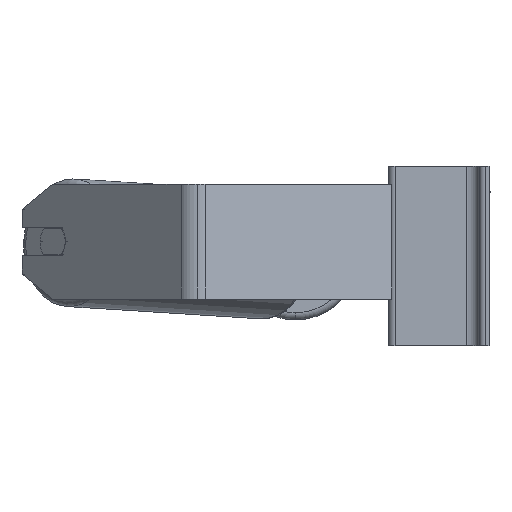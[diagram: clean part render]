
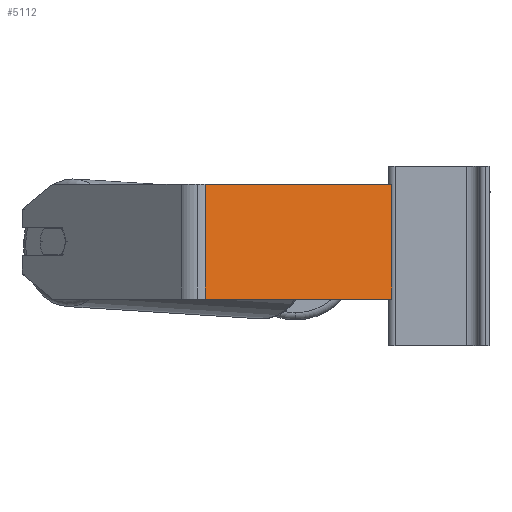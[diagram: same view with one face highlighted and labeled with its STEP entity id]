
A CAD part, left-side view. The second image highlights one B-rep face of the part: STEP entity #5112.
In plain terms, the highlighted planar face has unit normal (-0.94, -0.342, 0).
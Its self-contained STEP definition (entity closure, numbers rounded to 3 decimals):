
#173 = AXIS2_PLACEMENT_3D ( 'NONE', #7562, #9951, #3082 ) ;
#286 = CARTESIAN_POINT ( 'NONE',  ( -384.744, 145.703, 50. ) ) ;
#881 = ORIENTED_EDGE ( 'NONE', *, *, #3095, .T. ) ;
#1774 = CARTESIAN_POINT ( 'NONE',  ( -388.231, 155.281, 50. ) ) ;
#1829 = DIRECTION ( 'NONE',  ( 0.342, -0.94, 0. ) ) ;
#1849 = CARTESIAN_POINT ( 'NONE',  ( -388.231, 155.281, -30. ) ) ;
#2113 = VECTOR ( 'NONE', #7824, 1000. ) ;
#2582 = ORIENTED_EDGE ( 'NONE', *, *, #3155, .T. ) ;
#2856 = EDGE_CURVE ( 'NONE', #7122, #3520, #5658, .T. ) ;
#2958 = CARTESIAN_POINT ( 'NONE',  ( -337.518, 15.948, 50. ) ) ;
#3082 = DIRECTION ( 'NONE',  ( -0.342, 0.94, 0. ) ) ;
#3095 = EDGE_CURVE ( 'NONE', #3831, #3520, #8657, .T. ) ;
#3155 = EDGE_CURVE ( 'NONE', #7693, #3831, #7936, .T. ) ;
#3378 = CARTESIAN_POINT ( 'NONE',  ( -384.744, 145.703, -30. ) ) ;
#3520 = VERTEX_POINT ( 'NONE', #3557 ) ;
#3557 = CARTESIAN_POINT ( 'NONE',  ( -337.518, 15.948, -30. ) ) ;
#3831 = VERTEX_POINT ( 'NONE', #3378 ) ;
#4062 = CARTESIAN_POINT ( 'NONE',  ( -337.518, 15.948, 50. ) ) ;
#4123 = EDGE_LOOP ( 'NONE', ( #881, #6620, #10068, #2582 ) ) ;
#4437 = EDGE_CURVE ( 'NONE', #7693, #7122, #7917, .T. ) ;
#4888 = FACE_OUTER_BOUND ( 'NONE', #4123, .T. ) ;
#5112 = ADVANCED_FACE ( 'NONE', ( #4888 ), #5829, .F. ) ;
#5658 = LINE ( 'NONE', #2958, #9239 ) ;
#5683 = VECTOR ( 'NONE', #1829, 1000. ) ;
#5829 = PLANE ( 'NONE',  #173 ) ;
#6620 = ORIENTED_EDGE ( 'NONE', *, *, #2856, .F. ) ;
#6853 = CARTESIAN_POINT ( 'NONE',  ( -384.744, 145.703, 50. ) ) ;
#7122 = VERTEX_POINT ( 'NONE', #4062 ) ;
#7467 = VECTOR ( 'NONE', #9439, 1000. ) ;
#7562 = CARTESIAN_POINT ( 'NONE',  ( -388.231, 155.281, 50. ) ) ;
#7693 = VERTEX_POINT ( 'NONE', #6853 ) ;
#7824 = DIRECTION ( 'NONE',  ( 0.342, -0.94, 0. ) ) ;
#7917 = LINE ( 'NONE', #1774, #5683 ) ;
#7936 = LINE ( 'NONE', #286, #7467 ) ;
#8058 = DIRECTION ( 'NONE',  ( 0., 0., -1. ) ) ;
#8657 = LINE ( 'NONE', #1849, #2113 ) ;
#9239 = VECTOR ( 'NONE', #8058, 1000. ) ;
#9439 = DIRECTION ( 'NONE',  ( 0., 0., -1. ) ) ;
#9951 = DIRECTION ( 'NONE',  ( 0.94, 0.342, 0. ) ) ;
#10068 = ORIENTED_EDGE ( 'NONE', *, *, #4437, .F. ) ;
